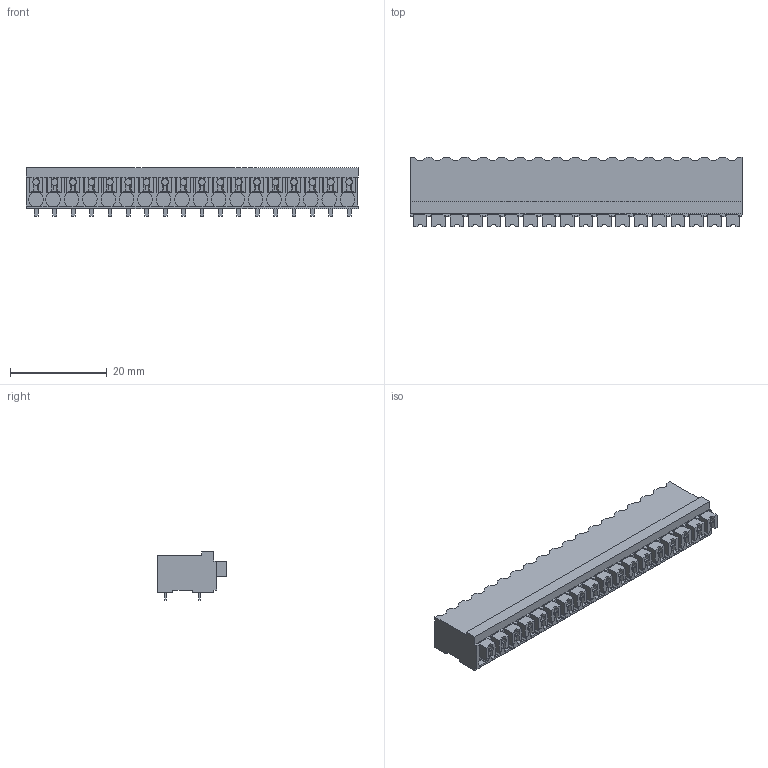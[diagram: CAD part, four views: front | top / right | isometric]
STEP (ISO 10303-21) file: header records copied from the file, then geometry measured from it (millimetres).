
FILE_DESCRIPTION(('CATIA V5 STEP Exchange','CAx-IF Rec.Pracs.--- Model Styling and Organization---1.2---2011-12-15'),'2;1');
FILE_NAME ('D1457810_0', '2018-03-15T05:43:23+00:00', ('none'), ('Weidmueller'), 'CATIA Version 5-6 Release 2014', 'CATIA V5 STEP AP214', 'none');
FILE_SCHEMA(('AUTOMOTIVE_DESIGN { 1 0 10303 214 1 1 1 1 }'));
Length unit declared in the file: millimetre
Products named in the file (1): 1869530000
Bounding box: 68.7 x 14.3 x 10 mm (x, y, z)
Volume: 5872.1 mm3; surface area: 5337.6 mm2
Topology: 55 solids, 55 shells, 1384 faces, 3901 edges, 2609 vertices
Faces by surface type: plane 1168, cylinder 216
Entity records: 40464 total; most frequent: ORIENTED_EDGE 7802, CARTESIAN_POINT 7796, DIRECTION 5031, EDGE_CURVE 3901, VECTOR 3451, LINE 3451, VERTEX_POINT 2609, EDGE_LOOP 1402
